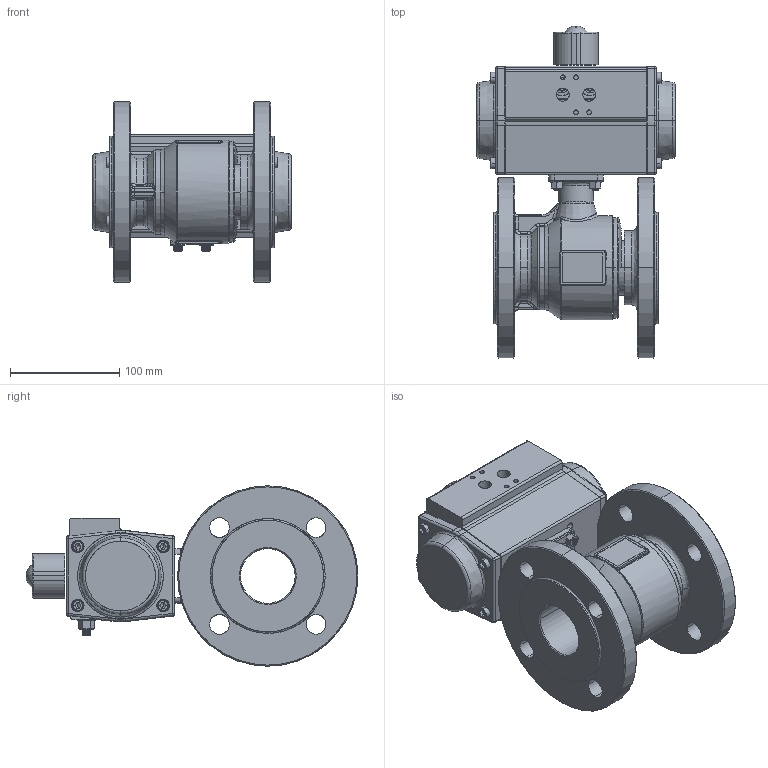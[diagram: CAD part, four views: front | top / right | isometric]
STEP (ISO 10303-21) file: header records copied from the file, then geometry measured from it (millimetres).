
FILE_DESCRIPTION (( 'STEP AP214' ), '1' );
FILE_NAME ('PK04_DN50 (PK04010008).STEP', '2022-03-01T10:27:55', ( '' ), ( '' ), 'SwSTEP 2.0', 'SolidWorks 2021', '' );
FILE_SCHEMA (( 'AUTOMOTIVE_DESIGN' ));
Length unit declared in the file: metre
Products named in the file (1): PK04_DN50 (PK04010008)
Bounding box: 182 x 303.65 x 165 mm (x, y, z)
Surface area: 247232.7 mm2 (no closed solid volume)
Topology: 0 solids, 703 shells, 895 faces, 4003 edges, 3756 vertices
Faces by surface type: cylinder 309, plane 259, bspline 191, cone 134, sphere 2
Entity records: 75800 total; most frequent: CARTESIAN_POINT 36070, DIRECTION 5706, ORIENTED_EDGE 4348, EDGE_CURVE 3973, VERTEX_POINT 3756, AXIS2_PLACEMENT_3D 2020, VECTOR 1666, LINE 1666
